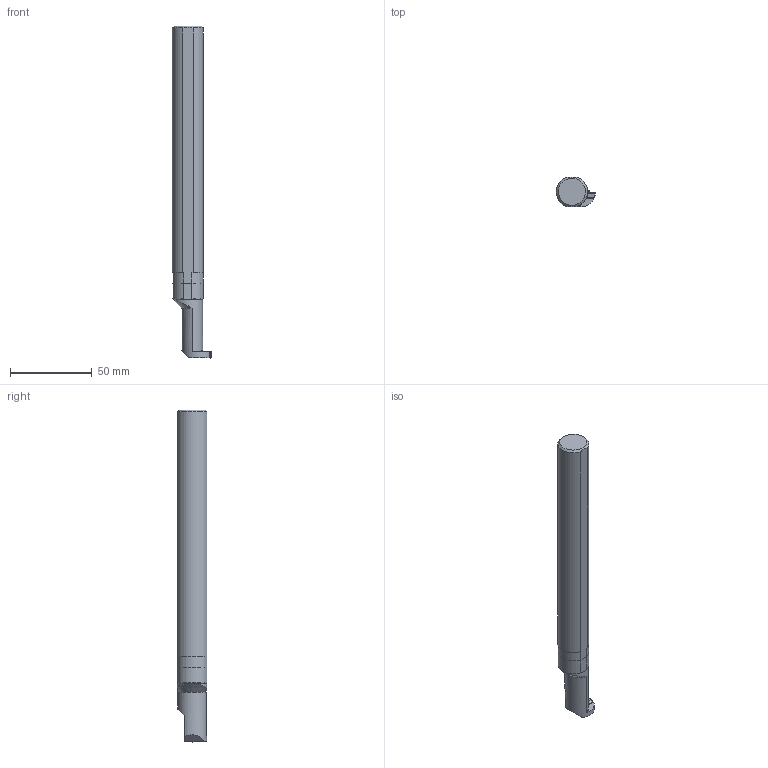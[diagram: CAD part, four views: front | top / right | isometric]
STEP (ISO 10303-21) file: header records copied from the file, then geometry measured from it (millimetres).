
FILE_DESCRIPTION(/* description */ (''),/* implementation_level */ '2;1');
FILE_NAME(/* name */ 'A12-CGFL1304.stp',/* time_stamp */ '2018-03-29T15:45:33+05:00',/* author */ (''),/* organization */ (''),/* preprocessor_version */ 'ST-DEVELOPER v16',/* originating_system */ 'SIEMENS PLM Software NX 11.0',/* authorisation */ '');
FILE_SCHEMA (('AUTOMOTIVE_DESIGN { 1 0 10303 214 3 1 1 1 }'));
Length unit declared in the file: millimetre
Products named in the file (1): A12-CGFL1304
Bounding box: 23.97 x 18 x 203.2 mm (x, y, z)
Volume: 52305.3 mm3; surface area: 12865.3 mm2
Topology: 3 solids, 3 shells, 114 faces, 289 edges, 181 vertices
Faces by surface type: plane 56, cylinder 30, bspline 16, extrusion 6, cone 4, torus 2
Full cylindrical faces by diameter (mm): 18 x1
Entity records: 3850 total; most frequent: CARTESIAN_POINT 1200, ORIENTED_EDGE 574, DIRECTION 489, EDGE_CURVE 287, VERTEX_POINT 180, AXIS2_PLACEMENT_3D 165, VECTOR 159, LINE 153
